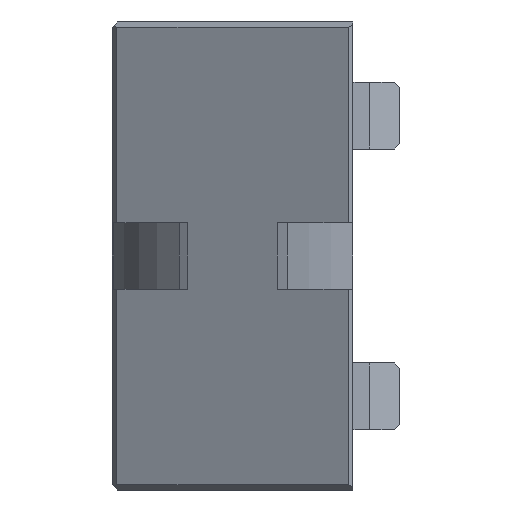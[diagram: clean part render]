
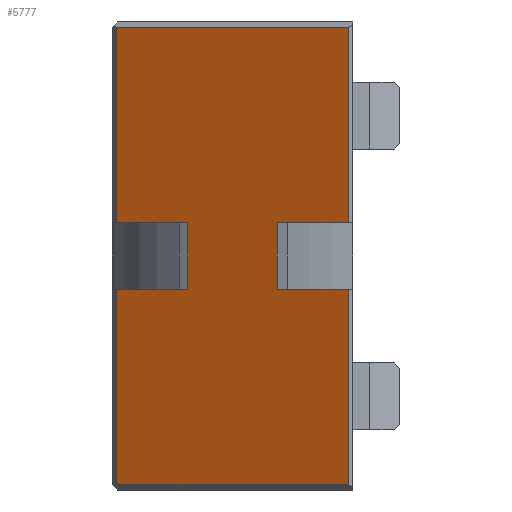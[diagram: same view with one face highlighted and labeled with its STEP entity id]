
A CAD part, left-side view. The second image highlights one B-rep face of the part: STEP entity #5777.
In plain terms, the highlighted planar face has unit normal (-0.866, 0.5, 0).
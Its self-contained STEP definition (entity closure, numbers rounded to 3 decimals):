
#742=FACE_OUTER_BOUND('',#1058,.T.);
#1058=EDGE_LOOP('',(#5153,#5154,#5155,#5156,#5157,#5158,#5159,#5160,#5161,
#5162,#5163,#5164));
#1327=LINE('',#7651,#1891);
#1330=LINE('',#7660,#1894);
#1333=LINE('',#7673,#1897);
#1336=LINE('',#7680,#1900);
#1603=LINE('',#10676,#2167);
#1610=LINE('',#10694,#2174);
#1622=LINE('',#10727,#2186);
#1623=LINE('',#10729,#2187);
#1624=LINE('',#10730,#2188);
#1625=LINE('',#10732,#2189);
#1626=LINE('',#10734,#2190);
#1627=LINE('',#10735,#2191);
#1891=VECTOR('',#6482,10.);
#1894=VECTOR('',#6493,10.);
#1897=VECTOR('',#6510,10.);
#1900=VECTOR('',#6519,10.);
#2167=VECTOR('',#6932,10.);
#2174=VECTOR('',#6949,10.);
#2186=VECTOR('',#6981,10.);
#2187=VECTOR('',#6982,10.);
#2188=VECTOR('',#6983,10.);
#2189=VECTOR('',#6984,10.);
#2190=VECTOR('',#6985,10.);
#2191=VECTOR('',#6986,10.);
#2420=VERTEX_POINT('',#7648);
#2421=VERTEX_POINT('',#7650);
#2423=VERTEX_POINT('',#7658);
#2425=VERTEX_POINT('',#7670);
#2426=VERTEX_POINT('',#7672);
#2427=VERTEX_POINT('',#7678);
#2768=VERTEX_POINT('',#10690);
#2769=VERTEX_POINT('',#10692);
#2780=VERTEX_POINT('',#10726);
#2781=VERTEX_POINT('',#10728);
#2782=VERTEX_POINT('',#10731);
#2783=VERTEX_POINT('',#10733);
#3050=EDGE_CURVE('',#2420,#2421,#1327,.T.);
#3055=EDGE_CURVE('',#2420,#2423,#1330,.T.);
#3061=EDGE_CURVE('',#2426,#2425,#1333,.T.);
#3065=EDGE_CURVE('',#2427,#2425,#1336,.T.);
#3572=EDGE_CURVE('',#2426,#2423,#1603,.T.);
#3581=EDGE_CURVE('',#2769,#2768,#1610,.T.);
#3597=EDGE_CURVE('',#2780,#2427,#1622,.T.);
#3598=EDGE_CURVE('',#2781,#2780,#1623,.T.);
#3599=EDGE_CURVE('',#2781,#2768,#1624,.T.);
#3600=EDGE_CURVE('',#2769,#2782,#1625,.T.);
#3601=EDGE_CURVE('',#2783,#2782,#1626,.T.);
#3602=EDGE_CURVE('',#2421,#2783,#1627,.T.);
#5153=ORIENTED_EDGE('',*,*,#3061,.T.);
#5154=ORIENTED_EDGE('',*,*,#3065,.F.);
#5155=ORIENTED_EDGE('',*,*,#3597,.F.);
#5156=ORIENTED_EDGE('',*,*,#3598,.F.);
#5157=ORIENTED_EDGE('',*,*,#3599,.T.);
#5158=ORIENTED_EDGE('',*,*,#3581,.F.);
#5159=ORIENTED_EDGE('',*,*,#3600,.T.);
#5160=ORIENTED_EDGE('',*,*,#3601,.F.);
#5161=ORIENTED_EDGE('',*,*,#3602,.F.);
#5162=ORIENTED_EDGE('',*,*,#3050,.F.);
#5163=ORIENTED_EDGE('',*,*,#3055,.T.);
#5164=ORIENTED_EDGE('',*,*,#3572,.F.);
#5490=PLANE('',#6020);
#5777=ADVANCED_FACE('',(#742),#5490,.T.);
#6020=AXIS2_PLACEMENT_3D('',#10725,#6979,#6980);
#6482=DIRECTION('',(0.,0.,-1.));
#6493=DIRECTION('',(0.5,0.866,0.));
#6510=DIRECTION('',(-0.5,-0.866,0.));
#6519=DIRECTION('',(0.,0.,-1.));
#6932=DIRECTION('',(0.,0.,-1.));
#6949=DIRECTION('',(0.,0.,1.));
#6979=DIRECTION('center_axis',(-0.866,0.5,0.));
#6980=DIRECTION('ref_axis',(-0.5,-0.866,0.));
#6981=DIRECTION('',(-0.5,-0.866,0.));
#6982=DIRECTION('',(0.,0.,1.));
#6983=DIRECTION('',(-0.5,-0.866,0.));
#6984=DIRECTION('',(0.5,0.866,0.));
#6985=DIRECTION('',(0.,0.,1.));
#6986=DIRECTION('',(0.5,0.866,0.));
#7648=CARTESIAN_POINT('',(-20.585,0.346,15.));
#7650=CARTESIAN_POINT('',(-20.585,0.346,0.4));
#7651=CARTESIAN_POINT('',(-20.585,0.346,0.));
#7658=CARTESIAN_POINT('',(-17.524,5.647,15.));
#7660=CARTESIAN_POINT('',(-12.99,13.5,15.));
#7670=CARTESIAN_POINT('',(-20.585,0.346,20.));
#7672=CARTESIAN_POINT('',(-17.524,5.647,20.));
#7673=CARTESIAN_POINT('',(-12.99,13.5,20.));
#7678=CARTESIAN_POINT('',(-20.585,0.346,34.6));
#7680=CARTESIAN_POINT('',(-20.585,0.346,0.));
#10676=CARTESIAN_POINT('',(-17.524,5.647,17.5));
#10690=CARTESIAN_POINT('',(-13.652,12.353,20.));
#10692=CARTESIAN_POINT('',(-13.652,12.353,15.));
#10694=CARTESIAN_POINT('',(-13.652,12.353,17.5));
#10725=CARTESIAN_POINT('Origin',(-10.392,18.,0.));
#10726=CARTESIAN_POINT('',(-10.592,17.654,34.6));
#10727=CARTESIAN_POINT('',(-12.99,13.5,34.6));
#10728=CARTESIAN_POINT('',(-10.592,17.654,20.));
#10729=CARTESIAN_POINT('',(-10.592,17.654,0.));
#10730=CARTESIAN_POINT('',(-12.99,13.5,20.));
#10731=CARTESIAN_POINT('',(-10.592,17.654,15.));
#10732=CARTESIAN_POINT('',(-12.99,13.5,15.));
#10733=CARTESIAN_POINT('',(-10.592,17.654,0.4));
#10734=CARTESIAN_POINT('',(-10.592,17.654,0.));
#10735=CARTESIAN_POINT('',(-12.99,13.5,0.4));
